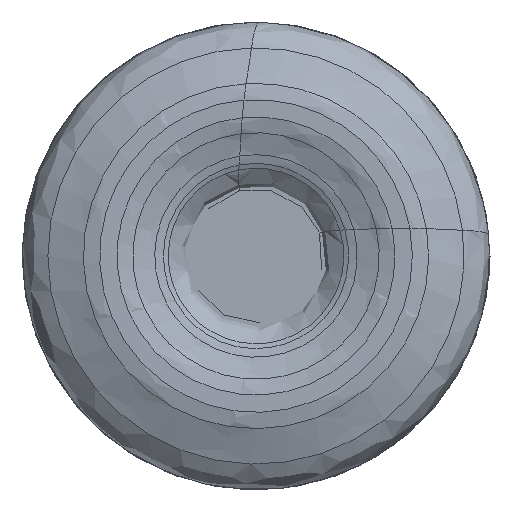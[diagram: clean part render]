
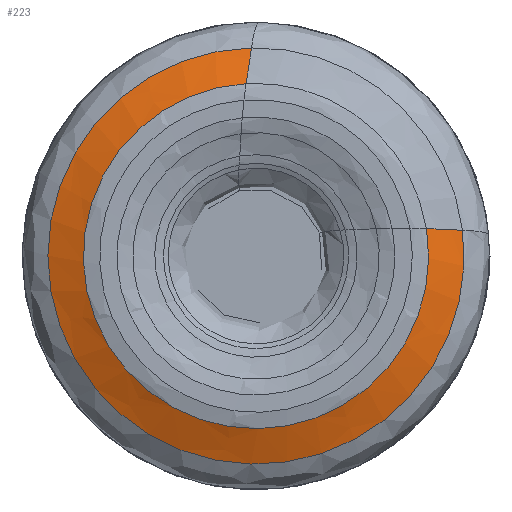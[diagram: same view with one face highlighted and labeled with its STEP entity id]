
A CAD part, left-side view. The second image highlights one B-rep face of the part: STEP entity #223.
In plain terms, the highlighted free-form (B-spline) face has degree [3, 3] with [4, 7] control points.
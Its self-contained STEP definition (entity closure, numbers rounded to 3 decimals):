
#76=(
BOUNDED_SURFACE()
B_SPLINE_SURFACE(3,3,((#1705,#1706,#1707,#1708,#1709,#1710,#1711),(#1712,
#1713,#1714,#1715,#1716,#1717,#1718),(#1719,#1720,#1721,#1722,#1723,#1724,
#1725),(#1726,#1727,#1728,#1729,#1730,#1731,#1732)),.UNSPECIFIED.,.F.,.F.,
 .F.)
B_SPLINE_SURFACE_WITH_KNOTS((4,4),(4,3,4),(0.,1.),(0.,0.5,1.),
 .UNSPECIFIED.)
GEOMETRIC_REPRESENTATION_ITEM()
RATIONAL_B_SPLINE_SURFACE(((1.,0.573,0.573,1.,0.573,
0.573,1.),(0.998,0.572,0.572,
0.998,0.572,0.572,0.998),
(0.998,0.572,0.572,0.998,
0.572,0.572,0.998),(1.,0.573,
0.573,1.,0.573,0.573,1.)))
REPRESENTATION_ITEM('')
SURFACE()
);
#149=FACE_OUTER_BOUND('',#332,.T.);
#223=ADVANCED_FACE('',(#149),#76,.F.);
#332=EDGE_LOOP('',(#452,#453,#454,#455));
#452=ORIENTED_EDGE('',*,*,#708,.F.);
#453=ORIENTED_EDGE('',*,*,#709,.T.);
#454=ORIENTED_EDGE('',*,*,#705,.T.);
#455=ORIENTED_EDGE('',*,*,#710,.T.);
#629=VERTEX_POINT('',#1668);
#630=VERTEX_POINT('',#1669);
#631=VERTEX_POINT('',#1701);
#632=VERTEX_POINT('',#1702);
#705=EDGE_CURVE('',#629,#630,#806,.T.);
#708=EDGE_CURVE('',#631,#632,#809,.T.);
#709=EDGE_CURVE('',#631,#629,#810,.T.);
#710=EDGE_CURVE('',#630,#632,#811,.T.);
#806=CIRCLE('',#916,9.224);
#809=CIRCLE('',#919,11.119);
#810=CIRCLE('',#920,14.339);
#811=CIRCLE('',#921,14.339);
#916=AXIS2_PLACEMENT_3D('',#1667,#1093,#1094);
#919=AXIS2_PLACEMENT_3D('',#1700,#1099,#1100);
#920=AXIS2_PLACEMENT_3D('',#1703,#1101,#1102);
#921=AXIS2_PLACEMENT_3D('',#1704,#1103,#1104);
#1093=DIRECTION('',(1.,0.,0.));
#1094=DIRECTION('',(0.,-0.987,0.159));
#1099=DIRECTION('',(1.,0.,0.));
#1100=DIRECTION('',(0.,-0.992,0.124));
#1101=DIRECTION('',(0.122,0.,0.993));
#1102=DIRECTION('',(0.993,0.,-0.122));
#1103=DIRECTION('',(-0.122,-0.987,-0.102));
#1104=DIRECTION('',(0.993,-0.121,-0.012));
#1667=CARTESIAN_POINT('',(0.19,0.,0.));
#1668=CARTESIAN_POINT('',(0.19,-9.107,1.468));
#1669=CARTESIAN_POINT('',(0.19,0.527,9.209));
#1700=CARTESIAN_POINT('',(0.931,0.,0.));
#1701=CARTESIAN_POINT('',(0.931,-11.033,1.377));
#1702=CARTESIAN_POINT('',(0.931,0.239,11.116));
#1703=CARTESIAN_POINT('',(-12.677,-15.233,3.048));
#1704=CARTESIAN_POINT('',(-12.677,1.471,15.465));
#1705=CARTESIAN_POINT('',(0.19,-9.107,1.468));
#1706=CARTESIAN_POINT('',(0.19,-10.702,-8.429));
#1707=CARTESIAN_POINT('',(0.19,-2.037,-13.47));
#1708=CARTESIAN_POINT('',(0.19,5.778,-7.19));
#1709=CARTESIAN_POINT('',(0.19,13.592,-0.911));
#1710=CARTESIAN_POINT('',(0.19,10.535,8.636));
#1711=CARTESIAN_POINT('',(0.19,0.527,9.209));
#1712=CARTESIAN_POINT('',(0.483,-9.73,1.432));
#1713=CARTESIAN_POINT('',(0.483,-11.286,-9.143));
#1714=CARTESIAN_POINT('',(0.483,-1.975,-14.39));
#1715=CARTESIAN_POINT('',(0.483,6.265,-7.582));
#1716=CARTESIAN_POINT('',(0.483,14.504,-0.773));
#1717=CARTESIAN_POINT('',(0.483,11.106,9.361));
#1718=CARTESIAN_POINT('',(0.483,0.428,9.826));
#1719=CARTESIAN_POINT('',(0.73,-10.374,1.401));
#1720=CARTESIAN_POINT('',(0.73,-11.897,-9.872));
#1721=CARTESIAN_POINT('',(0.73,-1.92,-15.34));
#1722=CARTESIAN_POINT('',(0.73,6.763,-7.99));
#1723=CARTESIAN_POINT('',(0.73,15.446,-0.64));
#1724=CARTESIAN_POINT('',(0.73,11.702,10.102));
#1725=CARTESIAN_POINT('',(0.73,0.332,10.463));
#1726=CARTESIAN_POINT('',(0.931,-11.033,1.377));
#1727=CARTESIAN_POINT('',(0.931,-12.53,-10.614));
#1728=CARTESIAN_POINT('',(0.931,-1.875,-16.314));
#1729=CARTESIAN_POINT('',(0.931,7.269,-8.414));
#1730=CARTESIAN_POINT('',(0.931,16.413,-0.514));
#1731=CARTESIAN_POINT('',(0.931,12.321,10.856));
#1732=CARTESIAN_POINT('',(0.931,0.239,11.116));
